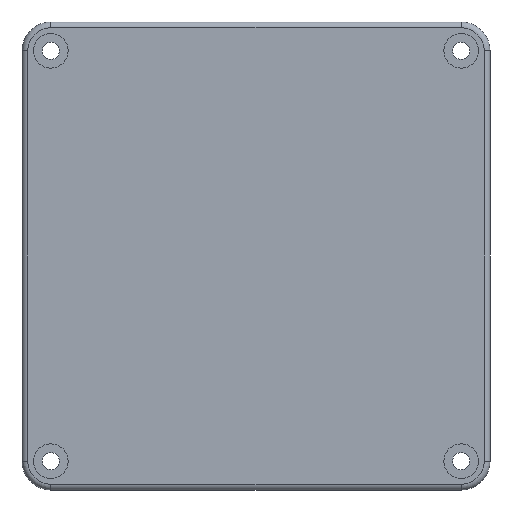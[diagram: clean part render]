
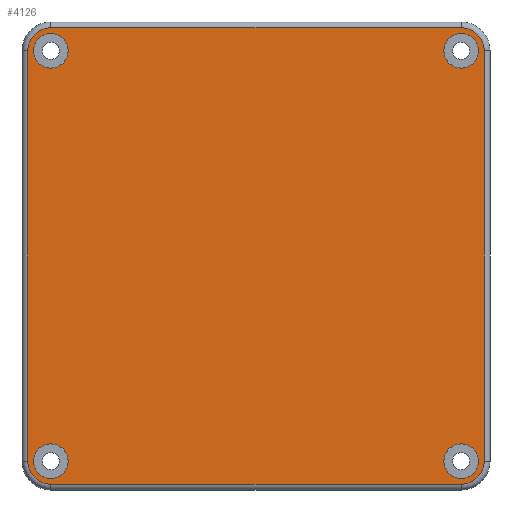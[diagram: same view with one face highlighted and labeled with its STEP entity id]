
A CAD part, front view. The second image highlights one B-rep face of the part: STEP entity #4126.
In plain terms, the highlighted planar face has unit normal (0, -1, 0).
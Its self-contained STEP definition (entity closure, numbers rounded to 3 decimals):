
#66=CIRCLE('',#4260,4.);
#70=CIRCLE('',#4266,4.);
#74=CIRCLE('',#4272,4.);
#76=CIRCLE('',#4276,4.);
#78=CIRCLE('',#4283,3.);
#79=CIRCLE('',#4284,3.);
#80=CIRCLE('',#4285,3.);
#81=CIRCLE('',#4286,3.);
#107=FACE_BOUND('',#645,.T.);
#108=FACE_BOUND('',#646,.T.);
#109=FACE_BOUND('',#647,.T.);
#110=FACE_BOUND('',#648,.T.);
#183=PLANE('',#4282);
#400=FACE_OUTER_BOUND('',#644,.T.);
#644=EDGE_LOOP('',(#3710,#3711,#3712,#3713,#3714,#3715,#3716,#3717));
#645=EDGE_LOOP('',(#3718));
#646=EDGE_LOOP('',(#3719));
#647=EDGE_LOOP('',(#3720));
#648=EDGE_LOOP('',(#3721));
#969=LINE('',#8138,#1291);
#972=LINE('',#8153,#1294);
#974=LINE('',#8165,#1296);
#976=LINE('',#8177,#1298);
#1291=VECTOR('',#4803,10.);
#1294=VECTOR('',#4820,10.);
#1296=VECTOR('',#4834,10.);
#1298=VECTOR('',#4848,10.);
#1936=VERTEX_POINT('',#8135);
#1937=VERTEX_POINT('',#8137);
#1939=VERTEX_POINT('',#8143);
#1941=VERTEX_POINT('',#8149);
#1943=VERTEX_POINT('',#8155);
#1945=VERTEX_POINT('',#8161);
#1947=VERTEX_POINT('',#8167);
#1949=VERTEX_POINT('',#8173);
#1951=VERTEX_POINT('',#8191);
#1952=VERTEX_POINT('',#8193);
#1953=VERTEX_POINT('',#8195);
#1954=VERTEX_POINT('',#8197);
#2522=EDGE_CURVE('',#1936,#1937,#969,.T.);
#2527=EDGE_CURVE('',#1937,#1939,#66,.T.);
#2530=EDGE_CURVE('',#1939,#1941,#972,.T.);
#2533=EDGE_CURVE('',#1941,#1943,#70,.T.);
#2536=EDGE_CURVE('',#1943,#1945,#974,.T.);
#2539=EDGE_CURVE('',#1945,#1947,#74,.T.);
#2542=EDGE_CURVE('',#1947,#1949,#976,.T.);
#2543=EDGE_CURVE('',#1949,#1936,#76,.T.);
#2550=EDGE_CURVE('',#1951,#1951,#78,.F.);
#2551=EDGE_CURVE('',#1952,#1952,#79,.F.);
#2552=EDGE_CURVE('',#1953,#1953,#80,.F.);
#2553=EDGE_CURVE('',#1954,#1954,#81,.F.);
#3710=ORIENTED_EDGE('',*,*,#2522,.F.);
#3711=ORIENTED_EDGE('',*,*,#2543,.F.);
#3712=ORIENTED_EDGE('',*,*,#2542,.F.);
#3713=ORIENTED_EDGE('',*,*,#2539,.F.);
#3714=ORIENTED_EDGE('',*,*,#2536,.F.);
#3715=ORIENTED_EDGE('',*,*,#2533,.F.);
#3716=ORIENTED_EDGE('',*,*,#2530,.F.);
#3717=ORIENTED_EDGE('',*,*,#2527,.F.);
#3718=ORIENTED_EDGE('',*,*,#2550,.F.);
#3719=ORIENTED_EDGE('',*,*,#2551,.F.);
#3720=ORIENTED_EDGE('',*,*,#2552,.F.);
#3721=ORIENTED_EDGE('',*,*,#2553,.F.);
#4126=ADVANCED_FACE('',(#400,#107,#108,#109,#110),#183,.F.);
#4260=AXIS2_PLACEMENT_3D('',#8147,#4813,#4814);
#4266=AXIS2_PLACEMENT_3D('',#8159,#4827,#4828);
#4272=AXIS2_PLACEMENT_3D('',#8171,#4841,#4842);
#4276=AXIS2_PLACEMENT_3D('',#8179,#4851,#4852);
#4282=AXIS2_PLACEMENT_3D('',#8190,#4868,#4869);
#4283=AXIS2_PLACEMENT_3D('',#8192,#4870,#4871);
#4284=AXIS2_PLACEMENT_3D('',#8194,#4872,#4873);
#4285=AXIS2_PLACEMENT_3D('',#8196,#4874,#4875);
#4286=AXIS2_PLACEMENT_3D('',#8198,#4876,#4877);
#4803=DIRECTION('',(1.,0.,0.));
#4813=DIRECTION('center_axis',(0.,1.,0.));
#4814=DIRECTION('ref_axis',(0.707,0.,0.707));
#4820=DIRECTION('',(0.,0.,-1.));
#4827=DIRECTION('center_axis',(0.,1.,0.));
#4828=DIRECTION('ref_axis',(0.707,0.,-0.707));
#4834=DIRECTION('',(-1.,0.,0.));
#4841=DIRECTION('center_axis',(0.,1.,0.));
#4842=DIRECTION('ref_axis',(-0.707,0.,-0.707));
#4848=DIRECTION('',(0.,0.,1.));
#4851=DIRECTION('center_axis',(0.,1.,0.));
#4852=DIRECTION('ref_axis',(-0.707,0.,0.707));
#4868=DIRECTION('center_axis',(0.,1.,0.));
#4869=DIRECTION('ref_axis',(1.,0.,0.));
#4870=DIRECTION('center_axis',(0.,1.,0.));
#4871=DIRECTION('ref_axis',(1.,0.,0.));
#4872=DIRECTION('center_axis',(0.,1.,0.));
#4873=DIRECTION('ref_axis',(1.,0.,0.));
#4874=DIRECTION('center_axis',(0.,1.,0.));
#4875=DIRECTION('ref_axis',(1.,0.,0.));
#4876=DIRECTION('center_axis',(0.,1.,0.));
#4877=DIRECTION('ref_axis',(1.,0.,0.));
#8135=CARTESIAN_POINT('',(-28.945,1.7,46.462));
#8137=CARTESIAN_POINT('',(42.155,1.7,46.462));
#8138=CARTESIAN_POINT('',(-13.67,1.7,46.462));
#8143=CARTESIAN_POINT('',(46.155,1.7,42.462));
#8147=CARTESIAN_POINT('Origin',(42.155,1.7,42.462));
#8149=CARTESIAN_POINT('',(46.155,1.7,-28.638));
#8153=CARTESIAN_POINT('',(46.155,1.7,27.187));
#8155=CARTESIAN_POINT('',(42.155,1.7,-32.638));
#8159=CARTESIAN_POINT('Origin',(42.155,1.7,-28.638));
#8161=CARTESIAN_POINT('',(-28.945,1.7,-32.638));
#8165=CARTESIAN_POINT('',(26.88,1.7,-32.638));
#8167=CARTESIAN_POINT('',(-32.945,1.7,-28.638));
#8171=CARTESIAN_POINT('Origin',(-28.945,1.7,-28.638));
#8173=CARTESIAN_POINT('',(-32.945,1.7,42.462));
#8177=CARTESIAN_POINT('',(-32.945,1.7,-13.363));
#8179=CARTESIAN_POINT('Origin',(-28.945,1.7,42.462));
#8190=CARTESIAN_POINT('Origin',(6.605,1.7,6.912));
#8191=CARTESIAN_POINT('',(-31.945,1.7,42.462));
#8192=CARTESIAN_POINT('Origin',(-28.945,1.7,42.462));
#8193=CARTESIAN_POINT('',(39.155,1.7,42.462));
#8194=CARTESIAN_POINT('Origin',(42.155,1.7,42.462));
#8195=CARTESIAN_POINT('',(39.155,1.7,-28.638));
#8196=CARTESIAN_POINT('Origin',(42.155,1.7,-28.638));
#8197=CARTESIAN_POINT('',(-31.945,1.7,-28.638));
#8198=CARTESIAN_POINT('Origin',(-28.945,1.7,-28.638));
